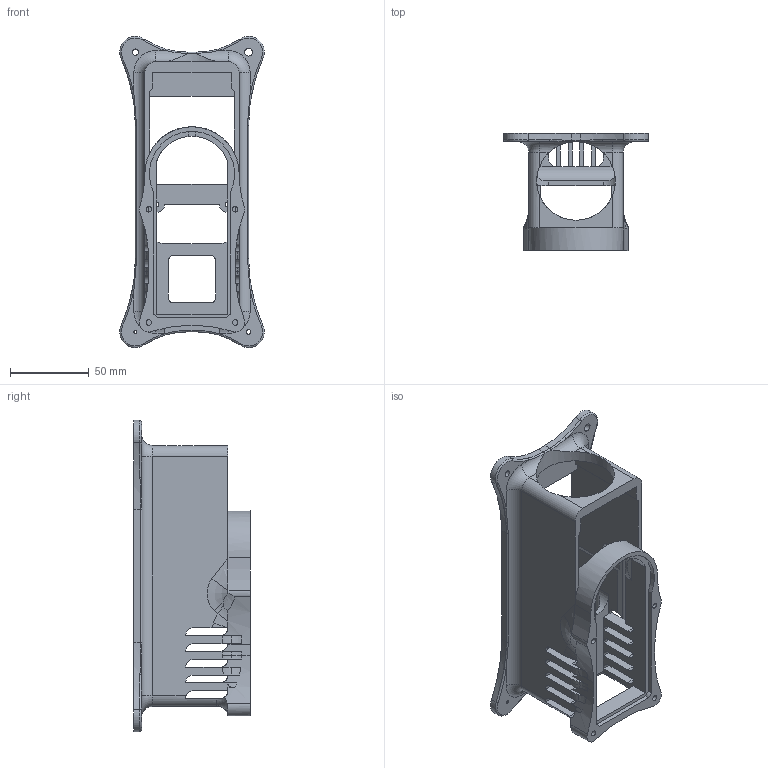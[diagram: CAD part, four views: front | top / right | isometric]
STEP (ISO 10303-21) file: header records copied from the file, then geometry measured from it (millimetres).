
FILE_DESCRIPTION(/* description */ (''),/* implementation_level */ '2;1');
FILE_NAME(/* name */ 'Base_v3_fermale.stp',/* time_stamp */ '2025-10-24T13:37:46+02:00',/* author */ ('Piter'),/* organization */ (''),/* preprocessor_version */ 'ST-DEVELOPER v19.2',/* originating_system */ 'Autodesk Inventor 2024',/* authorisation */ '');
FILE_SCHEMA (('AUTOMOTIVE_DESIGN { 1 0 10303 214 3 1 1 }'));
Length unit declared in the file: millimetre
Products named in the file (1): Base_v3_fermale
Bounding box: 91.94 x 74.2 x 197.95 mm (x, y, z)
Volume: 156824.1 mm3; surface area: 80063.8 mm2
Topology: 1 solids, 1 shells, 293 faces, 864 edges, 550 vertices
Faces by surface type: plane 118, cylinder 117, bspline 36, torus 22
Full cylindrical faces by diameter (mm): 2 x1, 3 x5, 3.5 x4, 4 x5, 5 x1, 8 x1, 50 x1
Entity records: 11244 total; most frequent: CARTESIAN_POINT 3417, ORIENTED_EDGE 1728, DIRECTION 1532, EDGE_CURVE 864, VERTEX_POINT 550, AXIS2_PLACEMENT_3D 540, LINE 452, VECTOR 452
